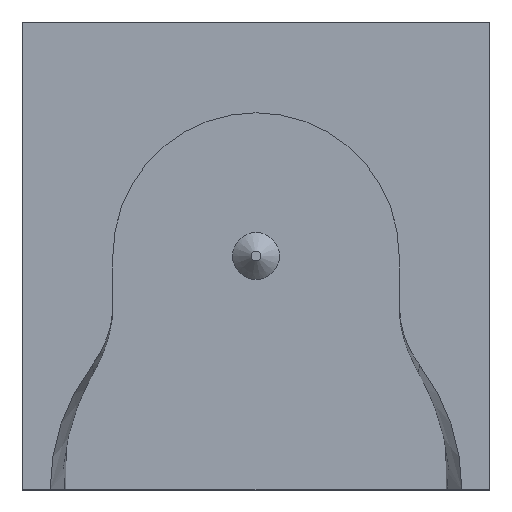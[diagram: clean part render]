
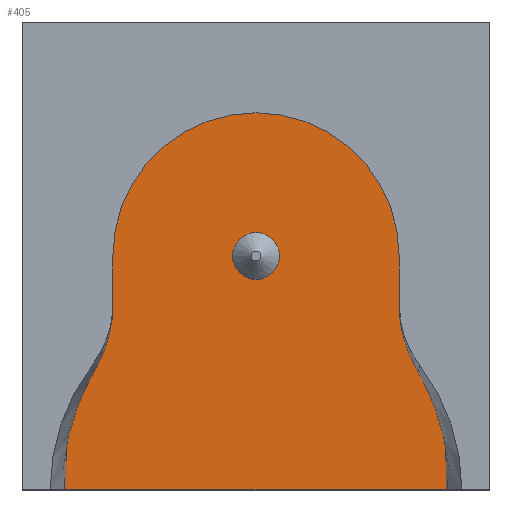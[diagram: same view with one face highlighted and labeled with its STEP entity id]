
A CAD part, top view. The second image highlights one B-rep face of the part: STEP entity #405.
In plain terms, the highlighted planar face has unit normal (0, 0, 1).
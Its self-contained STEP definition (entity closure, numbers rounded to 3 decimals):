
#21=FACE_BOUND('',#90,.T.);
#30=B_SPLINE_CURVE_WITH_KNOTS('',3,(#687,#688,#689,#690,#691,#692,#693,
#694,#695,#696),.UNSPECIFIED.,.F.,.F.,(4,2,2,2,4),(-0.23,-0.202,
-0.168,-0.09,0.),
 .UNSPECIFIED.);
#31=B_SPLINE_CURVE_WITH_KNOTS('',3,(#700,#701,#702,#703,#704,#705,#706,
#707,#708,#709),.UNSPECIFIED.,.F.,.F.,(4,2,2,2,4),(-0.147,-0.09,
-0.04,-0.018,0.),.UNSPECIFIED.);
#50=PLANE('',#451);
#65=FACE_OUTER_BOUND('',#89,.T.);
#89=EDGE_LOOP('',(#329,#330,#331,#332,#333,#334));
#90=EDGE_LOOP('',(#335));
#111=LINE('',#607,#142);
#126=LINE('',#683,#157);
#128=LINE('',#698,#159);
#142=VECTOR('',#492,20.351);
#157=VECTOR('',#527,10.724);
#159=VECTOR('',#531,10.724);
#166=CIRCLE('',#434,1.25);
#172=CIRCLE('',#452,10.15);
#176=VERTEX_POINT('',#565);
#189=VERTEX_POINT('',#605);
#190=VERTEX_POINT('',#606);
#203=VERTEX_POINT('',#662);
#204=VERTEX_POINT('',#682);
#205=VERTEX_POINT('',#686);
#206=VERTEX_POINT('',#697);
#215=EDGE_CURVE('',#176,#176,#166,.T.);
#228=EDGE_CURVE('',#189,#190,#111,.T.);
#250=EDGE_CURVE('',#204,#203,#126,.T.);
#252=EDGE_CURVE('',#190,#205,#30,.T.);
#253=EDGE_CURVE('',#206,#205,#128,.T.);
#254=EDGE_CURVE('',#206,#204,#172,.T.);
#255=EDGE_CURVE('',#203,#189,#31,.T.);
#329=ORIENTED_EDGE('',*,*,#228,.T.);
#330=ORIENTED_EDGE('',*,*,#252,.T.);
#331=ORIENTED_EDGE('',*,*,#253,.F.);
#332=ORIENTED_EDGE('',*,*,#254,.T.);
#333=ORIENTED_EDGE('',*,*,#250,.T.);
#334=ORIENTED_EDGE('',*,*,#255,.T.);
#335=ORIENTED_EDGE('',*,*,#215,.T.);
#405=ADVANCED_FACE('',(#65,#21),#50,.F.);
#434=AXIS2_PLACEMENT_3D('',#567,#471,#472);
#451=AXIS2_PLACEMENT_3D('',#685,#529,#530);
#452=AXIS2_PLACEMENT_3D('',#699,#532,#533);
#471=DIRECTION('center_axis',(0.,0.,-1.));
#472=DIRECTION('ref_axis',(-1.,0.,0.));
#492=DIRECTION('',(1.,0.,0.));
#527=DIRECTION('',(0.,-1.,0.));
#529=DIRECTION('center_axis',(0.,0.,-1.));
#530=DIRECTION('ref_axis',(-1.,0.,0.));
#531=DIRECTION('',(0.,-1.,0.));
#532=DIRECTION('center_axis',(0.,0.,1.));
#533=DIRECTION('ref_axis',(1.,0.,0.));
#565=CARTESIAN_POINT('',(176.25,0.,2.25));
#567=CARTESIAN_POINT('Origin',(175.,0.,2.25));
#605=CARTESIAN_POINT('',(164.824,-12.5,2.25));
#606=CARTESIAN_POINT('',(185.176,-12.5,2.25));
#607=CARTESIAN_POINT('',(164.824,-12.5,2.25));
#662=CARTESIAN_POINT('',(164.85,-10.724,2.25));
#682=CARTESIAN_POINT('',(164.85,0.,2.25));
#683=CARTESIAN_POINT('',(164.85,0.,2.25));
#685=CARTESIAN_POINT('Origin',(180.075,0.,2.25));
#686=CARTESIAN_POINT('',(185.15,-10.724,2.25));
#687=CARTESIAN_POINT('Ctrl Pts',(185.176,-12.5,2.25));
#688=CARTESIAN_POINT('Ctrl Pts',(185.176,-12.439,2.25));
#689=CARTESIAN_POINT('Ctrl Pts',(185.176,-12.379,2.25));
#690=CARTESIAN_POINT('Ctrl Pts',(185.175,-12.247,2.25));
#691=CARTESIAN_POINT('Ctrl Pts',(185.174,-12.177,2.25));
#692=CARTESIAN_POINT('Ctrl Pts',(185.17,-11.939,2.25));
#693=CARTESIAN_POINT('Ctrl Pts',(185.167,-11.792,2.25));
#694=CARTESIAN_POINT('Ctrl Pts',(185.159,-11.407,2.25));
#695=CARTESIAN_POINT('Ctrl Pts',(185.15,-11.022,2.25));
#696=CARTESIAN_POINT('Ctrl Pts',(185.15,-10.724,2.25));
#697=CARTESIAN_POINT('',(185.15,0.,2.25));
#698=CARTESIAN_POINT('',(185.15,0.,2.25));
#699=CARTESIAN_POINT('Origin',(175.,0.,2.25));
#700=CARTESIAN_POINT('Ctrl Pts',(164.85,-10.724,2.25));
#701=CARTESIAN_POINT('Ctrl Pts',(164.85,-11.022,2.25));
#702=CARTESIAN_POINT('Ctrl Pts',(164.841,-11.407,2.25));
#703=CARTESIAN_POINT('Ctrl Pts',(164.833,-11.792,2.25));
#704=CARTESIAN_POINT('Ctrl Pts',(164.83,-11.939,2.25));
#705=CARTESIAN_POINT('Ctrl Pts',(164.826,-12.177,2.25));
#706=CARTESIAN_POINT('Ctrl Pts',(164.825,-12.247,2.25));
#707=CARTESIAN_POINT('Ctrl Pts',(164.824,-12.379,2.25));
#708=CARTESIAN_POINT('Ctrl Pts',(164.824,-12.439,2.25));
#709=CARTESIAN_POINT('Ctrl Pts',(164.824,-12.5,2.25));
